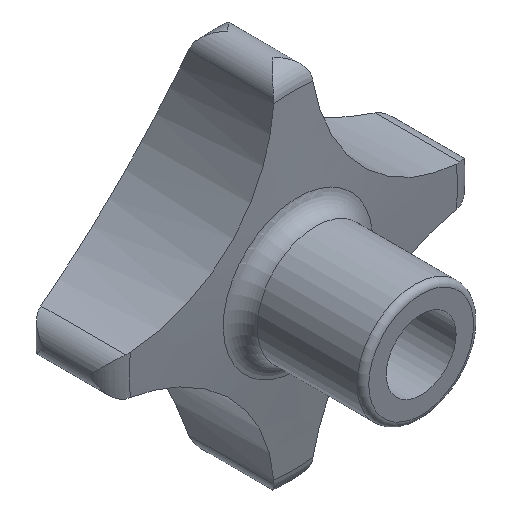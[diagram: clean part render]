
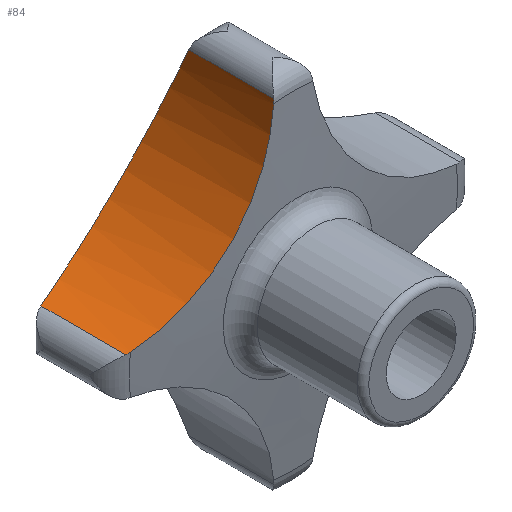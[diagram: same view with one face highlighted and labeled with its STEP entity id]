
A CAD part, isometric view. The second image highlights one B-rep face of the part: STEP entity #84.
In plain terms, the highlighted cylindrical face has radius 28.35 mm (diameter 56.7 mm), a partial arc.
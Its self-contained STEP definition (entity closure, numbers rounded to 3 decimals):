
#84 = ADVANCED_FACE( '', ( #172 ), #173, .F. );
#172 = FACE_OUTER_BOUND( '', #259, .T. );
#173 = CYLINDRICAL_SURFACE( '', #260, 28.35 );
#259 = EDGE_LOOP( '', ( #441, #442, #443, #444, #445, #446 ) );
#260 = AXIS2_PLACEMENT_3D( '', #447, #448, #449 );
#441 = ORIENTED_EDGE( '', *, *, #511, .T. );
#442 = ORIENTED_EDGE( '', *, *, #549, .F. );
#443 = ORIENTED_EDGE( '', *, *, #545, .T. );
#444 = ORIENTED_EDGE( '', *, *, #528, .F. );
#445 = ORIENTED_EDGE( '', *, *, #531, .F. );
#446 = ORIENTED_EDGE( '', *, *, #581, .F. );
#447 = CARTESIAN_POINT( '', ( -31.5, 43., 31.5 ) );
#448 = DIRECTION( '', ( 0., 1., 0. ) );
#449 = DIRECTION( '', ( 0., 0., -1. ) );
#511 = EDGE_CURVE( '', #607, #605, #608, .T. );
#528 = EDGE_CURVE( '', #635, #629, #637, .T. );
#531 = EDGE_CURVE( '', #640, #635, #642, .T. );
#545 = EDGE_CURVE( '', #665, #629, #666, .T. );
#549 = EDGE_CURVE( '', #665, #605, #670, .T. );
#581 = EDGE_CURVE( '', #607, #640, #714, .T. );
#605 = VERTEX_POINT( '', #792 );
#607 = VERTEX_POINT( '', #811 );
#608 = LINE( '', #812, #813 );
#629 = VERTEX_POINT( '', #911 );
#635 = VERTEX_POINT( '', #937 );
#637 = B_SPLINE_CURVE_WITH_KNOTS( '', 3, ( #958, #959, #960, #961 ), .UNSPECIFIED., .F., .F., ( 4, 4 ), ( 0., 0.001 ), .UNSPECIFIED. );
#640 = VERTEX_POINT( '', #964 );
#642 = LINE( '', #969, #970 );
#665 = VERTEX_POINT( '', #1104 );
#666 = B_SPLINE_CURVE_WITH_KNOTS( '', 3, ( #1105, #1106, #1107, #1108, #1109, #1110, #1111, #1112, #1113, #1114, #1115, #1116, #1117, #1118, #1119, #1120, #1121, #1122, #1123, #1124, #1125, #1126, #1127, #1128, #1129, #1130 ), .UNSPECIFIED., .F., .F., ( 4, 2, 2, 2, 2, 2, 2, 2, 2, 2, 2, 2, 4 ), ( 0., 0.005, 0.009, 0.012, 0.014, 0.019, 0.021, 0.023, 0.028, 0.029, 0.03, 0.033, 0.037 ), .UNSPECIFIED. );
#670 = B_SPLINE_CURVE_WITH_KNOTS( '', 3, ( #1137, #1138, #1139, #1140 ), .UNSPECIFIED., .F., .F., ( 4, 4 ), ( 0., 0.001 ), .UNSPECIFIED. );
#714 = B_SPLINE_CURVE_WITH_KNOTS( '', 3, ( #1325, #1326, #1327, #1328, #1329, #1330, #1331, #1332, #1333, #1334, #1335, #1336, #1337, #1338, #1339, #1340, #1341, #1342, #1343, #1344, #1345, #1346, #1347, #1348, #1349, #1350, #1351, #1352 ), .UNSPECIFIED., .F., .F., ( 4, 2, 2, 2, 2, 2, 2, 2, 2, 2, 2, 2, 2, 4 ), ( 0., 0.005, 0.007, 0.01, 0.015, 0.017, 0.019, 0.02, 0.025, 0.026, 0.027, 0.03, 0.035, 0.04 ), .UNSPECIFIED. );
#792 = CARTESIAN_POINT( '', ( -28.689, 22.06, 3.29 ) );
#811 = CARTESIAN_POINT( '', ( -28.689, 36.607, 3.29 ) );
#812 = CARTESIAN_POINT( '', ( -28.689, 43., 3.29 ) );
#813 = VECTOR( '', #1394, 1000. );
#911 = CARTESIAN_POINT( '', ( -3.369, 21.953, 27.981 ) );
#937 = CARTESIAN_POINT( '', ( -3.29, 22.06, 28.689 ) );
#958 = CARTESIAN_POINT( '', ( -3.29, 22.06, 28.689 ) );
#959 = CARTESIAN_POINT( '', ( -3.313, 22.001, 28.456 ) );
#960 = CARTESIAN_POINT( '', ( -3.339, 21.965, 28.22 ) );
#961 = CARTESIAN_POINT( '', ( -3.369, 21.953, 27.981 ) );
#964 = CARTESIAN_POINT( '', ( -3.29, 36.607, 28.689 ) );
#969 = CARTESIAN_POINT( '', ( -3.29, 43., 28.689 ) );
#970 = VECTOR( '', #1404, 1000. );
#1104 = CARTESIAN_POINT( '', ( -27.981, 21.953, 3.369 ) );
#1105 = CARTESIAN_POINT( '', ( -27.981, 21.953, 3.369 ) );
#1106 = CARTESIAN_POINT( '', ( -26.418, 21.873, 3.565 ) );
#1107 = CARTESIAN_POINT( '', ( -24.894, 21.796, 3.887 ) );
#1108 = CARTESIAN_POINT( '', ( -21.917, 21.651, 4.774 ) );
#1109 = CARTESIAN_POINT( '', ( -20.465, 21.583, 5.338 ) );
#1110 = CARTESIAN_POINT( '', ( -18.344, 21.493, 6.375 ) );
#1111 = CARTESIAN_POINT( '', ( -17.653, 21.466, 6.749 ) );
#1112 = CARTESIAN_POINT( '', ( -16.313, 21.417, 7.548 ) );
#1113 = CARTESIAN_POINT( '', ( -15.662, 21.396, 7.974 ) );
#1114 = CARTESIAN_POINT( '', ( -13.764, 21.344, 9.328 ) );
#1115 = CARTESIAN_POINT( '', ( -12.574, 21.325, 10.334 ) );
#1116 = CARTESIAN_POINT( '', ( -10.905, 21.325, 12.002 ) );
#1117 = CARTESIAN_POINT( '', ( -10.371, 21.33, 12.582 ) );
#1118 = CARTESIAN_POINT( '', ( -9.361, 21.348, 13.774 ) );
#1119 = CARTESIAN_POINT( '', ( -8.883, 21.361, 14.389 ) );
#1120 = CARTESIAN_POINT( '', ( -7.527, 21.413, 16.286 ) );
#1121 = CARTESIAN_POINT( '', ( -6.729, 21.463, 17.623 ) );
#1122 = CARTESIAN_POINT( '', ( -5.865, 21.537, 19.387 ) );
#1123 = CARTESIAN_POINT( '', ( -5.699, 21.553, 19.745 ) );
#1124 = CARTESIAN_POINT( '', ( -5.383, 21.585, 20.464 ) );
#1125 = CARTESIAN_POINT( '', ( -5.233, 21.601, 20.826 ) );
#1126 = CARTESIAN_POINT( '', ( -4.807, 21.652, 21.918 ) );
#1127 = CARTESIAN_POINT( '', ( -4.554, 21.687, 22.655 ) );
#1128 = CARTESIAN_POINT( '', ( -3.887, 21.796, 24.892 ) );
#1129 = CARTESIAN_POINT( '', ( -3.565, 21.873, 26.418 ) );
#1130 = CARTESIAN_POINT( '', ( -3.369, 21.953, 27.981 ) );
#1137 = CARTESIAN_POINT( '', ( -27.981, 21.953, 3.369 ) );
#1138 = CARTESIAN_POINT( '', ( -28.22, 21.965, 3.339 ) );
#1139 = CARTESIAN_POINT( '', ( -28.456, 22.001, 3.313 ) );
#1140 = CARTESIAN_POINT( '', ( -28.689, 22.06, 3.29 ) );
#1325 = CARTESIAN_POINT( '', ( -28.689, 36.607, 3.29 ) );
#1326 = CARTESIAN_POINT( '', ( -27.132, 37.198, 3.445 ) );
#1327 = CARTESIAN_POINT( '', ( -25.588, 37.724, 3.728 ) );
#1328 = CARTESIAN_POINT( '', ( -23.293, 38.415, 4.352 ) );
#1329 = CARTESIAN_POINT( '', ( -22.531, 38.628, 4.594 ) );
#1330 = CARTESIAN_POINT( '', ( -21.016, 39.023, 5.147 ) );
#1331 = CARTESIAN_POINT( '', ( -20.259, 39.204, 5.461 ) );
#1332 = CARTESIAN_POINT( '', ( -18.039, 39.686, 6.496 ) );
#1333 = CARTESIAN_POINT( '', ( -16.625, 39.929, 7.31 ) );
#1334 = CARTESIAN_POINT( '', ( -14.605, 40.175, 8.72 ) );
#1335 = CARTESIAN_POINT( '', ( -13.948, 40.238, 9.221 ) );
#1336 = CARTESIAN_POINT( '', ( -12.99, 40.301, 10.023 ) );
#1337 = CARTESIAN_POINT( '', ( -12.674, 40.316, 10.299 ) );
#1338 = CARTESIAN_POINT( '', ( -12.059, 40.338, 10.862 ) );
#1339 = CARTESIAN_POINT( '', ( -11.758, 40.343, 11.149 ) );
#1340 = CARTESIAN_POINT( '', ( -10.292, 40.344, 12.614 ) );
#1341 = CARTESIAN_POINT( '', ( -9.232, 40.262, 13.876 ) );
#1342 = CARTESIAN_POINT( '', ( -8.048, 40.058, 15.566 ) );
#1343 = CARTESIAN_POINT( '', ( -7.818, 40.012, 15.91 ) );
#1344 = CARTESIAN_POINT( '', ( -7.372, 39.91, 16.609 ) );
#1345 = CARTESIAN_POINT( '', ( -7.157, 39.854, 16.964 ) );
#1346 = CARTESIAN_POINT( '', ( -6.538, 39.67, 18.035 ) );
#1347 = CARTESIAN_POINT( '', ( -6.161, 39.529, 18.759 ) );
#1348 = CARTESIAN_POINT( '', ( -5.13, 39.051, 20.964 ) );
#1349 = CARTESIAN_POINT( '', ( -4.577, 38.66, 22.475 ) );
#1350 = CARTESIAN_POINT( '', ( -3.729, 37.728, 25.575 ) );
#1351 = CARTESIAN_POINT( '', ( -3.445, 37.199, 27.131 ) );
#1352 = CARTESIAN_POINT( '', ( -3.29, 36.607, 28.689 ) );
#1394 = DIRECTION( '', ( 0., -1., 0. ) );
#1404 = DIRECTION( '', ( 0., -1., 0. ) );
